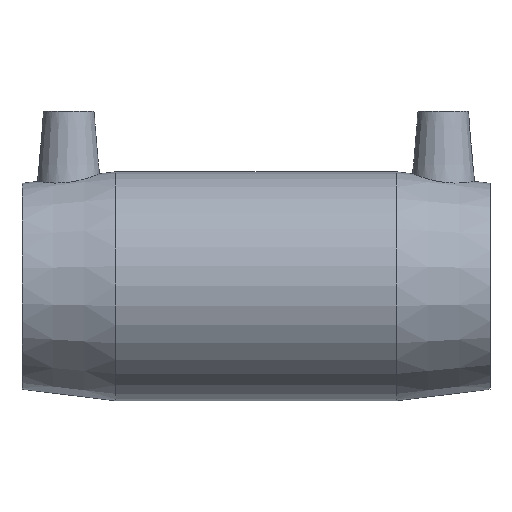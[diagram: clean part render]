
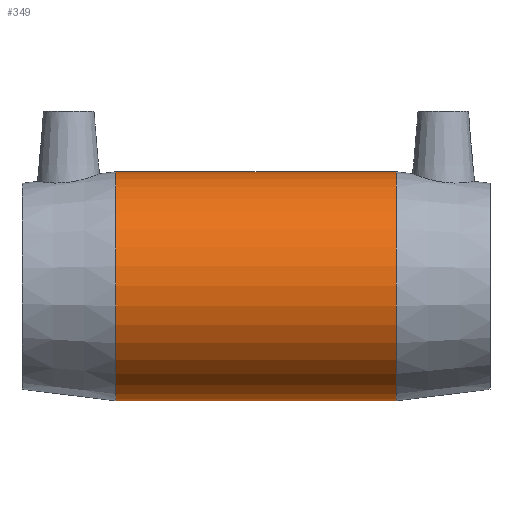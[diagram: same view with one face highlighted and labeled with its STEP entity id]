
A CAD part, top view. The second image highlights one B-rep face of the part: STEP entity #349.
In plain terms, the highlighted cylindrical face has radius 34 mm (diameter 68 mm), a full revolution.
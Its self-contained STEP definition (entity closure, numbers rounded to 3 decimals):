
#47=FACE_BOUND('',#155,.T.);
#48=FACE_BOUND('',#156,.T.);
#79=CIRCLE('',#395,34.);
#80=CIRCLE('',#396,34.);
#110=FACE_OUTER_BOUND('',#154,.T.);
#154=EDGE_LOOP('',(#286));
#155=EDGE_LOOP('',(#287));
#156=EDGE_LOOP('',(#288));
#191=B_SPLINE_CURVE_WITH_KNOTS('',3,(#589,#590,#591,#592,#593,#594,#595,
#596,#597,#598,#599,#600,#601,#602,#603,#604,#605,#606,#607,#608,#609,#610,
#611,#612,#613,#614,#615,#616,#617,#618,#619,#620,#621,#622,#623,#624,#625,
#626,#627,#628,#629,#630),.UNSPECIFIED.,.T.,.F.,(4,2,2,2,2,2,2,2,2,2,2,
2,2,2,2,2,2,2,2,2,4),(0.,0.238,0.476,0.952,
1.427,1.903,2.378,2.854,3.33,
3.568,3.806,4.044,4.282,4.758,
5.233,5.709,6.184,6.66,7.136,
7.374,7.612),.UNSPECIFIED.);
#197=VERTEX_POINT('',#588);
#210=VERTEX_POINT('',#735);
#211=VERTEX_POINT('',#737);
#229=EDGE_CURVE('',#197,#197,#191,.T.);
#242=EDGE_CURVE('',#210,#210,#79,.T.);
#243=EDGE_CURVE('',#211,#211,#80,.T.);
#286=ORIENTED_EDGE('',*,*,#242,.F.);
#287=ORIENTED_EDGE('',*,*,#229,.T.);
#288=ORIENTED_EDGE('',*,*,#243,.T.);
#328=CYLINDRICAL_SURFACE('',#394,34.);
#349=ADVANCED_FACE('',(#110,#47,#48),#328,.T.);
#394=AXIS2_PLACEMENT_3D('',#734,#482,#483);
#395=AXIS2_PLACEMENT_3D('',#736,#484,#485);
#396=AXIS2_PLACEMENT_3D('',#738,#486,#487);
#482=DIRECTION('center_axis',(1.,0.,0.));
#483=DIRECTION('ref_axis',(0.,1.,0.));
#484=DIRECTION('center_axis',(1.,0.,0.));
#485=DIRECTION('ref_axis',(0.,0.,-1.));
#486=DIRECTION('center_axis',(1.,0.,0.));
#487=DIRECTION('ref_axis',(0.,0.,-1.));
#588=CARTESIAN_POINT('',(0.,-12.5,-31.619));
#589=CARTESIAN_POINT('Ctrl Pts',(0.,-12.5,-31.619));
#590=CARTESIAN_POINT('Ctrl Pts',(0.793,-12.5,-31.619));
#591=CARTESIAN_POINT('Ctrl Pts',(1.611,-12.423,-31.65));
#592=CARTESIAN_POINT('Ctrl Pts',(3.232,-12.103,-31.773));
#593=CARTESIAN_POINT('Ctrl Pts',(4.036,-11.86,-31.866));
#594=CARTESIAN_POINT('Ctrl Pts',(6.341,-10.9,-32.213));
#595=CARTESIAN_POINT('Ctrl Pts',(7.737,-9.941,-32.534));
#596=CARTESIAN_POINT('Ctrl Pts',(9.94,-7.738,-33.127));
#597=CARTESIAN_POINT('Ctrl Pts',(10.9,-6.342,-33.439));
#598=CARTESIAN_POINT('Ctrl Pts',(12.18,-3.266,-33.878));
#599=CARTESIAN_POINT('Ctrl Pts',(12.5,-1.585,-34.));
#600=CARTESIAN_POINT('Ctrl Pts',(12.5,1.585,-34.));
#601=CARTESIAN_POINT('Ctrl Pts',(12.18,3.266,-33.878));
#602=CARTESIAN_POINT('Ctrl Pts',(10.9,6.342,-33.439));
#603=CARTESIAN_POINT('Ctrl Pts',(9.94,7.738,-33.127));
#604=CARTESIAN_POINT('Ctrl Pts',(7.737,9.941,-32.534));
#605=CARTESIAN_POINT('Ctrl Pts',(6.341,10.9,-32.213));
#606=CARTESIAN_POINT('Ctrl Pts',(4.036,11.86,-31.866));
#607=CARTESIAN_POINT('Ctrl Pts',(3.232,12.103,-31.773));
#608=CARTESIAN_POINT('Ctrl Pts',(1.611,12.423,-31.65));
#609=CARTESIAN_POINT('Ctrl Pts',(0.793,12.5,-31.619));
#610=CARTESIAN_POINT('Ctrl Pts',(-0.793,12.5,-31.619));
#611=CARTESIAN_POINT('Ctrl Pts',(-1.611,12.423,-31.65));
#612=CARTESIAN_POINT('Ctrl Pts',(-3.232,12.103,-31.773));
#613=CARTESIAN_POINT('Ctrl Pts',(-4.036,11.86,-31.866));
#614=CARTESIAN_POINT('Ctrl Pts',(-6.341,10.9,-32.213));
#615=CARTESIAN_POINT('Ctrl Pts',(-7.737,9.941,-32.534));
#616=CARTESIAN_POINT('Ctrl Pts',(-9.94,7.738,-33.127));
#617=CARTESIAN_POINT('Ctrl Pts',(-10.9,6.342,-33.439));
#618=CARTESIAN_POINT('Ctrl Pts',(-12.18,3.266,-33.878));
#619=CARTESIAN_POINT('Ctrl Pts',(-12.5,1.585,-34.));
#620=CARTESIAN_POINT('Ctrl Pts',(-12.5,-1.585,-34.));
#621=CARTESIAN_POINT('Ctrl Pts',(-12.18,-3.266,-33.878));
#622=CARTESIAN_POINT('Ctrl Pts',(-10.9,-6.342,-33.439));
#623=CARTESIAN_POINT('Ctrl Pts',(-9.94,-7.738,-33.127));
#624=CARTESIAN_POINT('Ctrl Pts',(-7.737,-9.941,-32.534));
#625=CARTESIAN_POINT('Ctrl Pts',(-6.341,-10.9,-32.213));
#626=CARTESIAN_POINT('Ctrl Pts',(-4.036,-11.86,-31.866));
#627=CARTESIAN_POINT('Ctrl Pts',(-3.232,-12.103,-31.773));
#628=CARTESIAN_POINT('Ctrl Pts',(-1.611,-12.423,-31.65));
#629=CARTESIAN_POINT('Ctrl Pts',(-0.793,-12.5,-31.619));
#630=CARTESIAN_POINT('Ctrl Pts',(0.,-12.5,-31.619));
#734=CARTESIAN_POINT('Origin',(0.,0.,0.));
#735=CARTESIAN_POINT('',(41.7,34.,0.));
#736=CARTESIAN_POINT('Origin',(41.7,0.,0.));
#737=CARTESIAN_POINT('',(-41.7,34.,0.));
#738=CARTESIAN_POINT('Origin',(-41.7,0.,0.));
